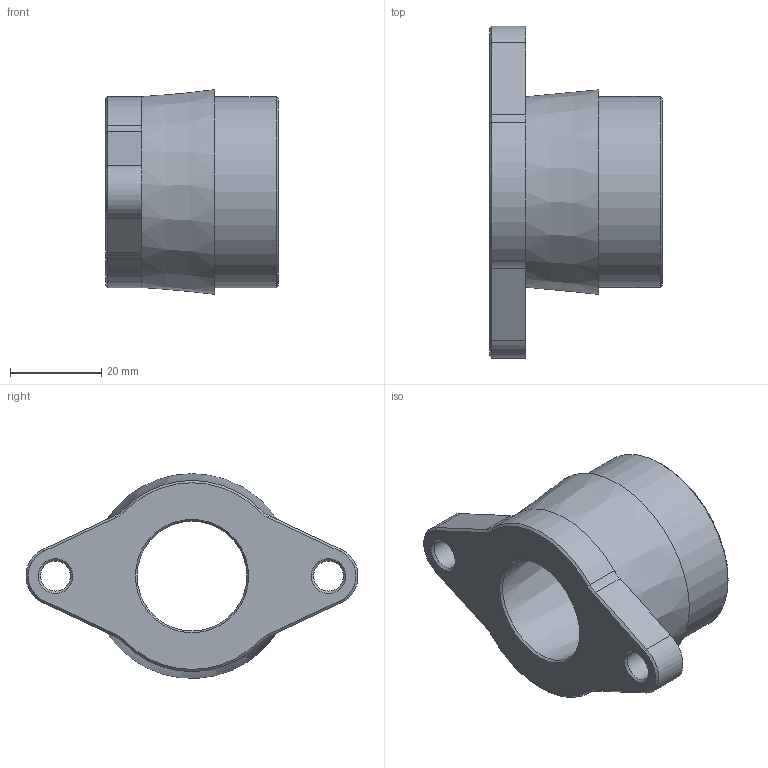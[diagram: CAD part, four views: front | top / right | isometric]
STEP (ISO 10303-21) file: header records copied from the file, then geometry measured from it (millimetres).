
FILE_DESCRIPTION(/* description */ (''),/* implementation_level */ '2;1');
FILE_NAME(/* name */ 'Flansch-XT.stp',/* time_stamp */ '2010-09-07T14:41:35+02:00',/* author */ (''),/* organization */ (''),/* preprocessor_version */ 'ST-DEVELOPER v11',/* originating_system */ 'UGS - NX 5.0',/* authorisation */ '');
FILE_SCHEMA (('AUTOMOTIVE_DESIGN { 1 0 10303 214 1 1 1 1 }'));
Length unit declared in the file: millimetre
Products named in the file (1): Flansch-XT
Bounding box: 38 x 72.95 x 44.97 mm (x, y, z)
Volume: 34228.3 mm3; surface area: 11735.4 mm2
Topology: 1 solids, 1 shells, 42 faces, 96 edges, 57 vertices
Faces by surface type: cone 17, plane 13, cylinder 12
Full cylindrical faces by diameter (mm): 6.6 x2, 30 x1, 42 x1
Entity records: 1110 total; most frequent: DIRECTION 208, CARTESIAN_POINT 175, ORIENTED_EDGE 158, AXIS2_PLACEMENT_3D 86, EDGE_CURVE 79, EDGE_LOOP 62, VERTEX_POINT 53, CIRCLE 43
